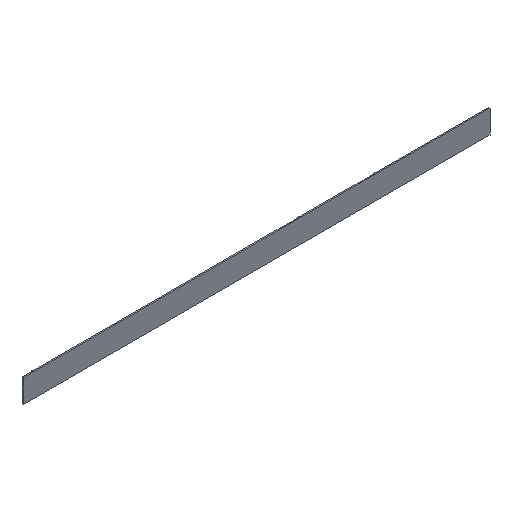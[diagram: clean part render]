
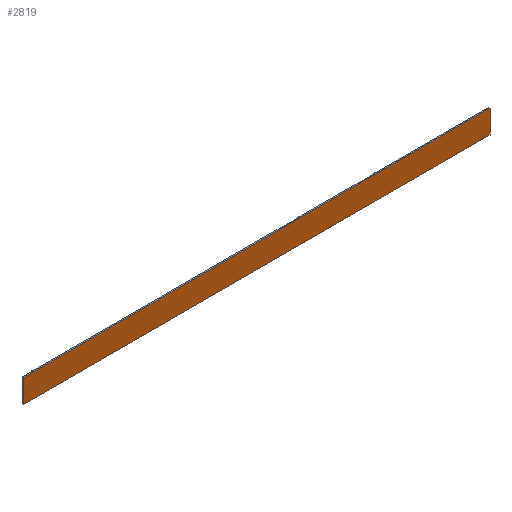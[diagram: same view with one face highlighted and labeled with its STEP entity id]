
A CAD part, isometric view. The second image highlights one B-rep face of the part: STEP entity #2819.
In plain terms, the highlighted planar face has unit normal (0, -1, 0).
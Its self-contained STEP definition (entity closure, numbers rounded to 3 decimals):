
#49 = EDGE_CURVE ( 'NONE', #2967, #1893, #4294, .T. ) ;
#82 = LINE ( 'NONE', #4257, #2288 ) ;
#579 = CARTESIAN_POINT ( 'NONE',  ( -20000., 0., -1000. ) ) ;
#1015 = CARTESIAN_POINT ( 'NONE',  ( 0., 0., 0. ) ) ;
#1189 = CARTESIAN_POINT ( 'NONE',  ( 20000., 0., -1000. ) ) ;
#1272 = DIRECTION ( 'NONE',  ( 0., 0., 1. ) ) ;
#1350 = VECTOR ( 'NONE', #3482, 1000. ) ;
#1481 = ORIENTED_EDGE ( 'NONE', *, *, #5205, .F. ) ;
#1850 = VERTEX_POINT ( 'NONE', #5473 ) ;
#1893 = VERTEX_POINT ( 'NONE', #579 ) ;
#2012 = ORIENTED_EDGE ( 'NONE', *, *, #49, .F. ) ;
#2288 = VECTOR ( 'NONE', #1272, 1000. ) ;
#2819 = ADVANCED_FACE ( 'NONE', ( #4818 ), #4369, .F. ) ;
#2967 = VERTEX_POINT ( 'NONE', #4053 ) ;
#3103 = CARTESIAN_POINT ( 'NONE',  ( -20000., 0., 1000. ) ) ;
#3482 = DIRECTION ( 'NONE',  ( -1., 0., 0. ) ) ;
#3576 = CARTESIAN_POINT ( 'NONE',  ( -20000., 0., 1000. ) ) ;
#3745 = EDGE_CURVE ( 'NONE', #1893, #4361, #82, .T. ) ;
#3930 = EDGE_CURVE ( 'NONE', #4361, #1850, #3991, .T. ) ;
#3968 = VECTOR ( 'NONE', #4927, 1000. ) ;
#3991 = LINE ( 'NONE', #3576, #4974 ) ;
#4053 = CARTESIAN_POINT ( 'NONE',  ( 20000., 0., -1000. ) ) ;
#4257 = CARTESIAN_POINT ( 'NONE',  ( -20000., 0., -1000. ) ) ;
#4294 = LINE ( 'NONE', #4354, #1350 ) ;
#4354 = CARTESIAN_POINT ( 'NONE',  ( -20000., 0., -1000. ) ) ;
#4361 = VERTEX_POINT ( 'NONE', #3103 ) ;
#4369 = PLANE ( 'NONE',  #4689 ) ;
#4392 = DIRECTION ( 'NONE',  ( 0., 0., 1. ) ) ;
#4678 = EDGE_LOOP ( 'NONE', ( #1481, #5105, #5331, #2012 ) ) ;
#4689 = AXIS2_PLACEMENT_3D ( 'NONE', #1015, #4764, #4392 ) ;
#4760 = DIRECTION ( 'NONE',  ( 1., 0., 0. ) ) ;
#4764 = DIRECTION ( 'NONE',  ( 0., 1., 0. ) ) ;
#4818 = FACE_OUTER_BOUND ( 'NONE', #4678, .T. ) ;
#4927 = DIRECTION ( 'NONE',  ( 0., 0., -1. ) ) ;
#4974 = VECTOR ( 'NONE', #4760, 1000. ) ;
#5105 = ORIENTED_EDGE ( 'NONE', *, *, #3930, .F. ) ;
#5205 = EDGE_CURVE ( 'NONE', #1850, #2967, #5342, .T. ) ;
#5331 = ORIENTED_EDGE ( 'NONE', *, *, #3745, .F. ) ;
#5342 = LINE ( 'NONE', #1189, #3968 ) ;
#5473 = CARTESIAN_POINT ( 'NONE',  ( 20000., 0., 1000. ) ) ;
